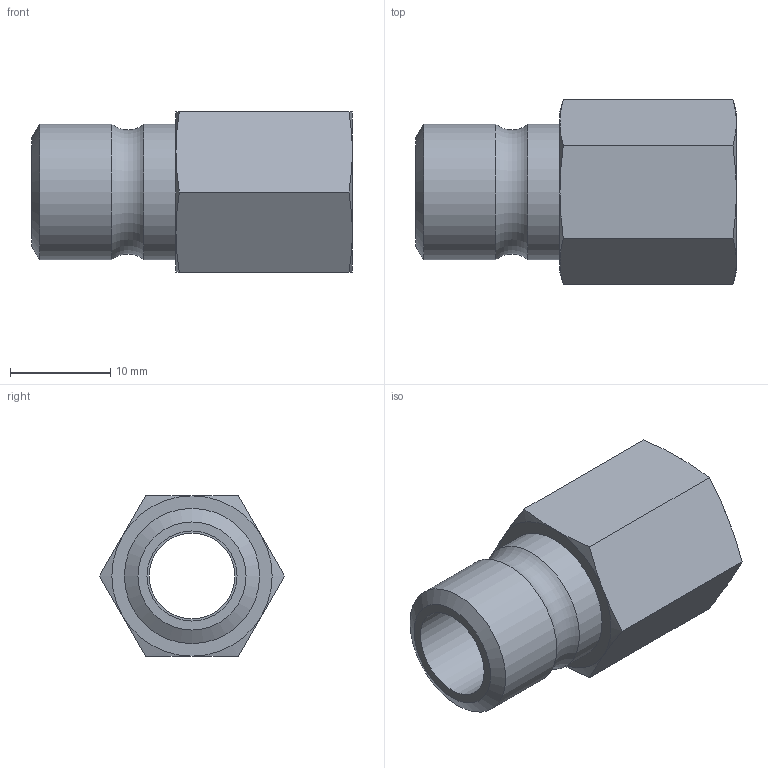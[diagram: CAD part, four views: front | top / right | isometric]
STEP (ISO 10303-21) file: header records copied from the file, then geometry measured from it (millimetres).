
FILE_DESCRIPTION( ( 'STEP AP203' ), ' ' );
FILE_NAME( 'FN918I.stp', '2016-03-02T10:20:47', ( '' ), ( '' ), ' ', 'PARTsolutions', ' ' );
FILE_SCHEMA( ( 'CONFIG_CONTROL_DESIGN' ) );
Length unit declared in the file: millimetre
Products named in the file (1): _FN918I
Bounding box: 32 x 18.48 x 16 mm (x, y, z)
Volume: 3952.7 mm3; surface area: 2753 mm2
Topology: 1 solids, 1 shells, 29 faces, 59 edges, 34 vertices
Faces by surface type: cone 14, plane 10, cylinder 4, torus 1
Full cylindrical faces by diameter (mm): 8.566 x1, 9 x1, 13.5 x2
Entity records: 792 total; most frequent: CARTESIAN_POINT 196, DIRECTION 110, ORIENTED_EDGE 104, AXIS2_PLACEMENT_3D 52, EDGE_CURVE 52, EDGE_LOOP 40, FACE_OUTER_BOUND 34, VERTEX_POINT 34
